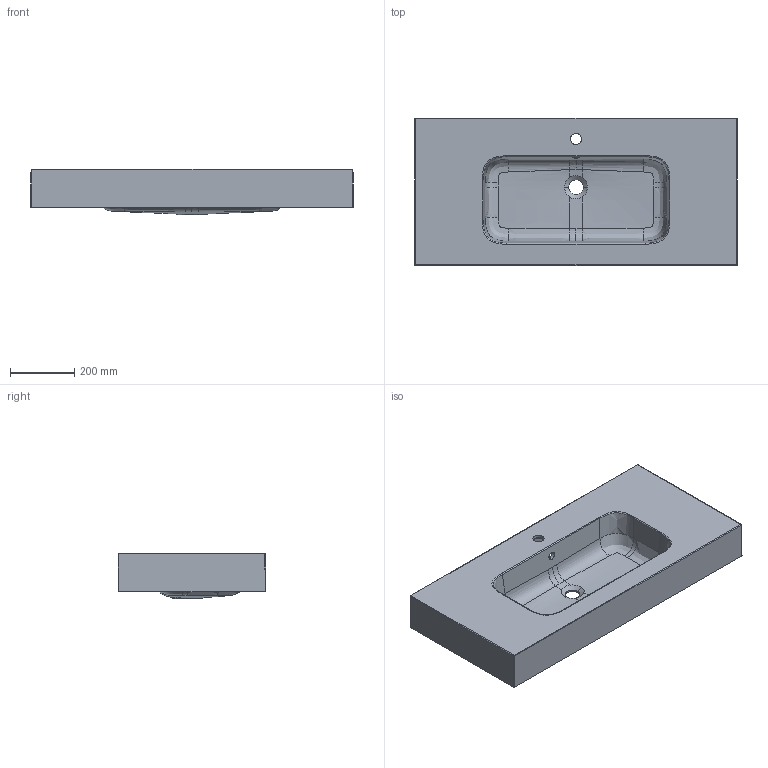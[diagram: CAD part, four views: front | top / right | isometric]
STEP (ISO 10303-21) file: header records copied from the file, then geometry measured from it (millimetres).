
FILE_DESCRIPTION(/* description */ (''),/* implementation_level */ '2;1');
FILE_NAME(/* name */ 'BOTTEGA 100x46',/* time_stamp */ '2023-03-23T10:49:35+01:00',/* author */ (''),/* organization */ (''),/* preprocessor_version */ 'ST-DEVELOPER v16.5',/* originating_system */ 'Rhino 7.28',/* authorisation */ '');
FILE_SCHEMA (('CONFIG_CONTROL_DESIGN'));
Length unit declared in the file: millimetre
Products named in the file (1): Document
Bounding box: 1005 x 460 x 143 mm (x, y, z)
Volume: 12155156.8 mm3; surface area: 1844472.3 mm2
Topology: 1 solids, 1 shells, 217 faces, 512 edges, 291 vertices
Faces by surface type: bspline 114, cylinder 69, plane 34
Entity records: 38737 total; most frequent: CARTESIAN_POINT 35467, ORIENTED_EDGE 1002, EDGE_CURVE 501, B_SPLINE_CURVE_WITH_KNOTS 354, VERTEX_POINT 290, EDGE_LOOP 235, ADVANCED_FACE 217, FACE_OUTER_BOUND 217
